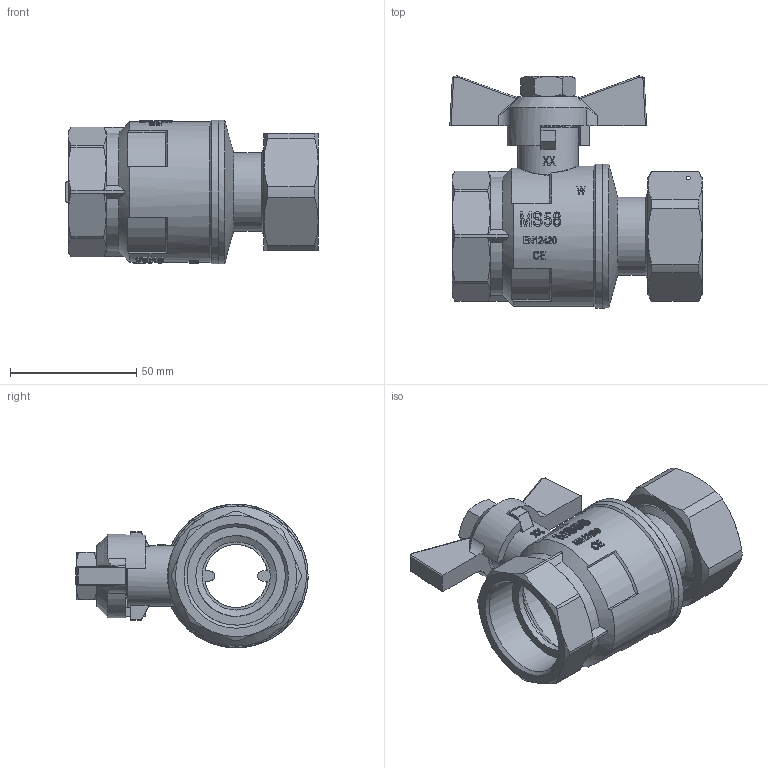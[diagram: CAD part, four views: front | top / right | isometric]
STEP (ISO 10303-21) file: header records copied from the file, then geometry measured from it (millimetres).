
FILE_DESCRIPTION(/* description */ ('Unknown'),/* implementation_level */ '2;1');
FILE_NAME(/* name */ '708-77',/* time_stamp */ '2022-07-22T09:03:54+02:00',/* author */ ('Unknown'),/* organization */ ('Unknown'),/* preprocessor_version */ 'ST-DEVELOPER v16.7',/* originating_system */ 'Solid Edge',/* authorisation */ 'Unknown');
FILE_SCHEMA (('AUTOMOTIVE_DESIGN {1 0 10303 214 3 1 1}'));
Length unit declared in the file: millimetre
Products named in the file (14): 708-77-VOLL-STEP; _WM-1_1_4; _wm; s-ring; Dichtung-_wm; 600-1_1_4-Spindel-co_oa_0; 600-1_1_4-Stopfbuchse; 600-1_1_4-Spindel; 600-1_1_4-Kvrper-co_oa_1; 600-1_1_4-Kvrper; 600-1_1_4-Einschraubteil; Fl_gelgriff-1_1_4-1_1_2-co; Fl_gelgriff-1_1_4-1_1_2; 1_1_4-Mutter-fl.g.
Assembly tree (13 placements, depth 3):
  708-77-VOLL-STEP
    _WM-1_1_4
      _wm
      s-ring
      Dichtung-_wm
    600-1_1_4-Spindel-co_oa_0
      600-1_1_4-Stopfbuchse
      600-1_1_4-Spindel
    600-1_1_4-Kvrper-co_oa_1
      600-1_1_4-Kvrper
      600-1_1_4-Einschraubteil
    Fl_gelgriff-1_1_4-1_1_2-co
      Fl_gelgriff-1_1_4-1_1_2
      1_1_4-Mutter-fl.g.
Bounding box: 100 x 92.02 x 57 mm (x, y, z)
Volume: 90855.9 mm3; surface area: 57114.3 mm2
Topology: 9 solids, 9 shells, 1353 faces, 3732 edges, 2447 vertices
Faces by surface type: plane 1098, cylinder 149, cone 68, sphere 18, bspline 17, torus 3
Full cylindrical faces by diameter (mm): 1.5 x1, 10.2 x1, 10.8 x1, 14 x2, 14.1 x1, 14.5 x1, 15 x1, 16 x1, 18 x1, 18.38 x1, 20 x1, 24 x1, 25 x1, 26 x1, 27 x1, 31 x1, 32 x2, 36.5 x1, 38.9 x3, 38.952 x2, 41.7 x1, 42 x1, 42.001 x1, 50.5 x1, 52 x1, 52.002 x1, 54 x1, 55.5 x1, 57 x2
Entity records: 50299 total; most frequent: CARTESIAN_POINT 14243, DIRECTION 8266, ORIENTED_EDGE 7266, EDGE_CURVE 3633, AXIS2_PLACEMENT_3D 3440, VERTEX_POINT 2422, ELLIPSE 1620, EDGE_LOOP 1495
